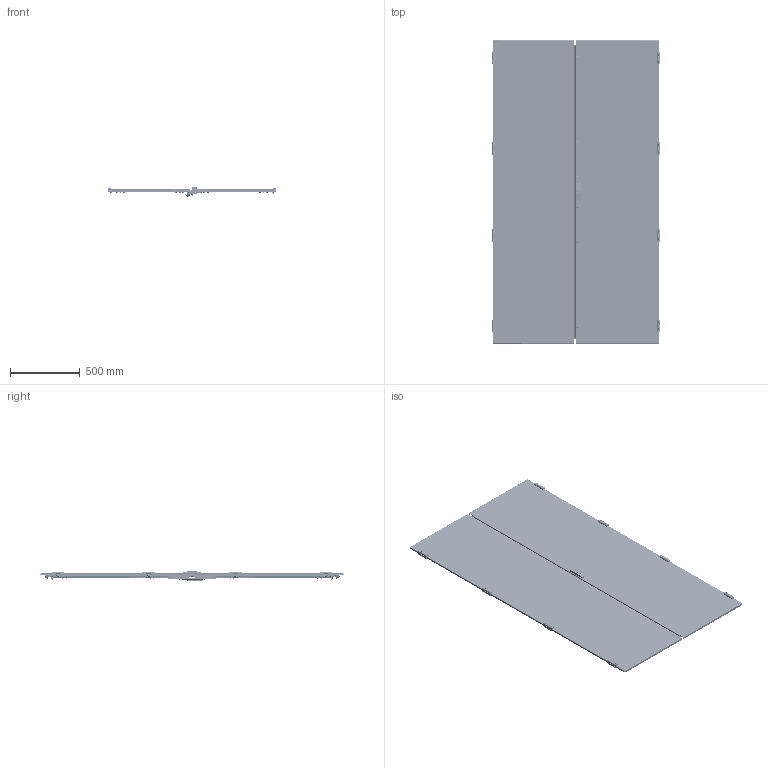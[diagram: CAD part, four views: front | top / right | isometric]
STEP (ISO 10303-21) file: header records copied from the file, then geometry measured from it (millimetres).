
FILE_DESCRIPTION (( 'STEP AP203' ), '1' );
FILE_NAME ('UR88310221200 Äâåðü ãëóõàÿ äâóõñòâîð÷àòàÿ RS52 220.120 ÍÏ (000.801.618).STEP', '2022-04-11T12:40:50', ( '' ), ( '' ), 'SwSTEP 2.0', 'SolidWorks 2017', '' );
FILE_SCHEMA (( 'CONFIG_CONTROL_DESIGN' ));
Length unit declared in the file: millimetre
Products named in the file (60): 024-344 Ïëàñòèíà òÿãè êðóãëîé; Óïëîòíèòåëü òèï Å äâåðè ëåâîé RS52; Ãàéêà Ýðèêñîíà Ì5 ñ ïëîñêîé ãîëîâêîé; 嵑殧趌6402_6; Øïèëüêà ðåçüáîâàÿ Ì6_Œ6å12; 061-20 Âñòàâêà Ì6; 029-426 Ñîåäèíèòåëü óãëîâîé ðàìêè äâåðè RS52; 028-98 Ñêîáà; 016-95 Øòûðü ïåòëè íàðóæíîé LC3; 048-07 Ïðóæèíà ïåòëè íàðóæíîé çàæèìíàÿ; Âèíò DIN 7500 C TORX_Œ5å16; ﾘ琺矜 ⅰⅱ浯 Star-lock_6; 嵑殧趌11371_6; Âèíò ISO 10642 TX_Œ5å10; Âèíò DIN 7500 C TORX_Œ5å12; 040-190 Òÿãà êðóãëàÿ LC3_05 (220.00); 024-315 Ïëàñòèíà òÿãè êðóãëîé; 000.203.318 Äâåðü ãëóõàÿ ëåâàÿ RS52 220.120_ (220.120); 025-245 Ïëàíêà çàïîðíàÿ LC3_04 (220.00); 000.210.605 Îñíîâàíèå äâåðè ëåâîé RS52 220.120_02 (220.120); Øïèëüêà ðåçüáîâàÿ Ì6_Œ6å20; 219-1-2-00 Çàìîê-ðó÷êà ñ ìåõàíèçìîì; 054-260 砐櫇謥玁縺_01; 037-53 Âíóòðåííÿÿ ÷àñòü ïåòëè íàðóæíîé; Øïèëüêà ïðèâàðíàÿ íåðåçüáîâàÿ_6å10; 鍔錓_7798_M6x12; 012-2087 Ïàíåëü äâåðè ëåâîé RS52 220.120_02 (220.120); Óïëîòíèòåëü ÏÏÓ äâåðè ëåâîé RS52_17 (220å60); Óïëîòíèòåëü ÏÏÓ äëÿ äâåðè ïðàâîé LC3 âåð. 2_17 (220å60); Çàêëåïêà ðåçüáîâàÿ óìåíüøåííûé áîðòèê øåñòèãðàííàÿ_Œ5å14; 040-162-01 ßçûê çàìêà; 000.210.604 Îñíîâàíèå äâåðè ïðàâîé RS52 220.120_02 (220.120); 028-135 Ñêîáà; 000.169.194 Óïîð äâåðè; hex flange nut_din_Hexagon Flange Nut DIN 6923 - M6 - N; UR88310221200 Äâåðü ãëóõàÿ äâóõñòâîð÷àòàÿ RS52 220.120 ÍÏ (000.801.618); Âèíò ISO 10642 TX_Œ5å16; 024-453 砑僔蠂縺; 000.800.087 Ïëàíêà çàïîðíàÿ LC3_04 (220.00); 蹴濋趌5915_M6 ...
Assembly tree (222 placements, depth 4):
  UR88310221200 Äâåðü ãëóõàÿ äâóõñòâîð÷àòàÿ RS52 220.120 ÍÏ (000.801.618)
    000.203.317 Äâåðü ãëóõàÿ ïðàâàÿ RS52 220.120_(220.120)
      000.210.604 Îñíîâàíèå äâåðè ïðàâîé RS52 220.120_02 (220.120)
        012-2086 Ïàíåëü äâåðè ïðàâîé RS52 220.120_02 (220.120)
        Øïèëüêà ðåçüáîâàÿ Ì6_Œ5å12  x10
        Øïèëüêà çàçåìëåíèÿ CKF CS_Œ6å16  x2
        Øïèëüêà ðåçüáîâàÿ Ì6_Œ6å12  x6
      MS896 Çàìîê-íàêëàäêà îñíîâíàÿ äëÿ LC_‡ ªàëâ®
      Âèíò ISO 10642 TX_Œ5å10  x2
      040-172 Ïëàíêà çàïîðíàÿ_00
      000.800.086 Ïëàíêà çàïîðíàÿ LC3_04 (220.00)
        025-244 Ïëàíêà çàïîðíàÿ LC3_04 (220.00)
        028-98 Ñêîáà  x2
      000.800.087 Ïëàíêà çàïîðíàÿ LC3_04 (220.00)
        025-245 Ïëàíêà çàïîðíàÿ LC3_04 (220.00)
        028-98 Ñêîáà  x2
      Ãàéêà Ýðèêñîíà Ì5 ñ ïëîñêîé ãîëîâêîé  x9
      Óïëîòíèòåëü ÏÏÓ äëÿ äâåðè ïðàâîé LC3 âåð. 2_17 (220å60)
      054-259 栺鍣罻 鳱歑醂05  x2
      054-260 砐櫇謥玁縺_01  x2
      029-426 Ñîåäèíèòåëü óãëîâîé ðàìêè äâåðè RS52  x4
      Âèíò DIN 7500 C TORX_Œ5å16  x8
      Øàéáà 6402 Ò_Œ6  x6
      Ãàéêà øåñòèãðàííàÿ âûñîêàÿ ñàìîñòîïîðÿùàÿñÿ ñ ôëàíöåì ÃÎÑÒ ISO 7043_Œ6  x6
    000.203.318 Äâåðü ãëóõàÿ ëåâàÿ RS52 220.120_ (220.120)
      000.210.605 Îñíîâàíèå äâåðè ëåâîé RS52 220.120_02 (220.120)
        012-2087 Ïàíåëü äâåðè ëåâîé RS52 220.120_02 (220.120)
        Øïèëüêà ðåçüáîâàÿ Ì6_Œ5å12  x10
        Øïèëüêà çàçåìëåíèÿ CKF CS_Œ6å16  x2
        Øïèëüêà ðåçüáîâàÿ Ì6_Œ6å20  x2
        029-325 ﾊ煇鳫  x2
      029-326 ﾊ煇鳫
      Çàêëåïêà ðåçüáîâàÿ óìåíüøåííûé áîðòèê øåñòèãðàííàÿ_Œ5å14  x10
      Âèíò ISO 7380-2 TX_Œ5å16  x2
      219-1-2-00 Çàìîê-ðó÷êà ñ ìåõàíèçìîì
      040-162 ßçûê çàìêà
      040-162-01 ßçûê çàìêà
      061-20 Âñòàâêà Ì6  x2
      嵑殧趌11371_6  x2
      嵑殧趌6402_6  x2
      蹴濋趌5915_M6  x2
      000.800.088 Òÿãà êðóãëàÿ LC3_05 (220.00)  x2
        040-190 Òÿãà êðóãëàÿ LC3_05 (220.00)
        024-315 Ïëàñòèíà òÿãè êðóãëîé
        024-344 Ïëàñòèíà òÿãè êðóãëîé
        Øïèëüêà ïðèâàðíàÿ íåðåçüáîâàÿ_6å10
      鍔錓_7798_M6x12  x2
      hex flange nut_din_Hexagon Flange Nut DIN 6923 - M6 - N  x2
      ﾘ琺矜 ⅰⅱ浯 Star-lock_6  x2
      Ãàéêà Ýðèêñîíà Ì5 ñ ïëîñêîé ãîëîâêîé  x10
      Óïëîòíèòåëü ÏÏÓ äâåðè ëåâîé RS52_17 (220å60)
      028-135 Ñêîáà  x4
      Âèíò ISO 10642 TX_Œ5å16  x8
      Óïëîòíèòåëü òèï Å äâåðè ëåâîé RS52  x2
      054-260 砐櫇謥玁縺_01  x2
      054-259 栺鍣罻 鳱歑醂05  x2
      029-426 Ñîåäèíèòåëü óãëîâîé ðàìêè äâåðè RS52  x4
      Âèíò DIN 7500 C TORX_Œ5å16  x8
    000.800.075 Ïåòëÿ íàðóæíàÿ LC3_‡ ªàëâ®  x8
      037-53 Âíóòðåííÿÿ ÷àñòü ïåòëè íàðóæíîé
Bounding box: 1205.8 x 2184 x 69.25 mm (x, y, z)
Volume: 7819764.2 mm3; surface area: 7722170.3 mm2
Topology: 257 solids, 261 shells, 10237 faces, 26409 edges, 16526 vertices
Faces by surface type: cylinder 4437, plane 3942, cone 956, torus 466, bspline 396, sphere 40
Entity records: 84247 total; most frequent: CARTESIAN_POINT 16920, DIRECTION 12266, ORIENTED_EDGE 11372, EDGE_CURVE 5689, AXIS2_PLACEMENT_3D 4560, VERTEX_POINT 3610, VECTOR 3146, LINE 3146
